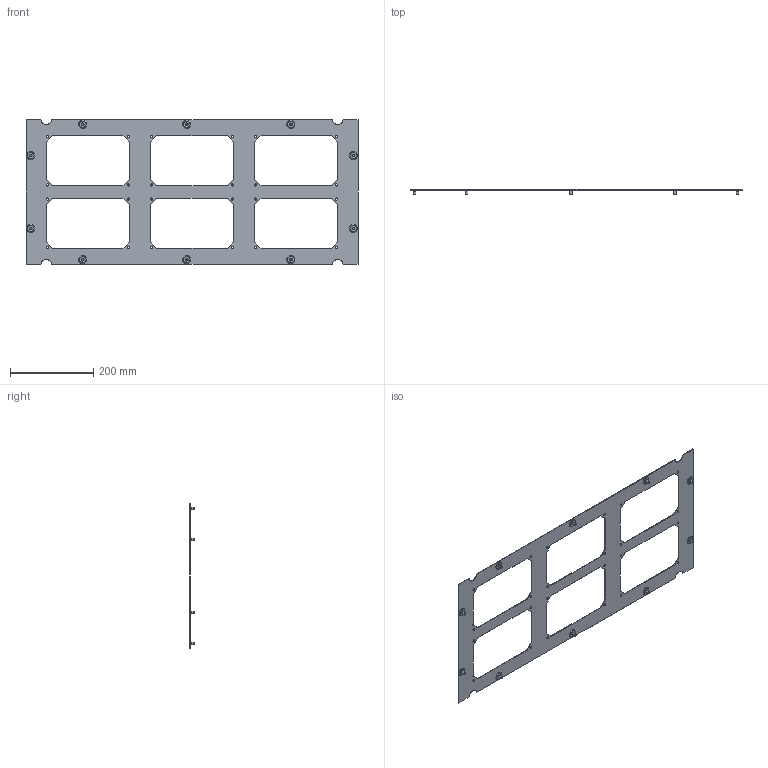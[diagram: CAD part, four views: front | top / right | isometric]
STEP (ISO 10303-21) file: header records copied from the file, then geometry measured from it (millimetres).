
FILE_DESCRIPTION(('STEP AP214'),'1');
FILE_NAME('cctmp_DC6BC59F-BBBC-468C-B3B0-9CC6986FBB8F_2024_11_20_13_26_40_0520..stp','2024-11-20T12:26:40',('SIEMENS A&D'),('CADClick - www.CADClick.com'),'Spatial InterOp 3D',' ','unknown authorization');
FILE_SCHEMA(('AUTOMOTIVE_DESIGN'));
Length unit declared in the file: millimetre
Products named in the file (1): 1
Bounding box: 797.5 x 12 x 348 mm (x, y, z)
Volume: 209734.1 mm3; surface area: 286108.7 mm2
Topology: 11 solids, 11 shells, 330 faces, 804 edges, 516 vertices
Faces by surface type: plane 158, cylinder 92, cone 80
Entity records: 12616 total; most frequent: DIRECTION 1770, CARTESIAN_POINT 1661, ORIENTED_EDGE 1608, EDGE_CURVE 804, AXIS2_PLACEMENT_3D 625, LINE 520, VECTOR 520, VERTEX_POINT 516
